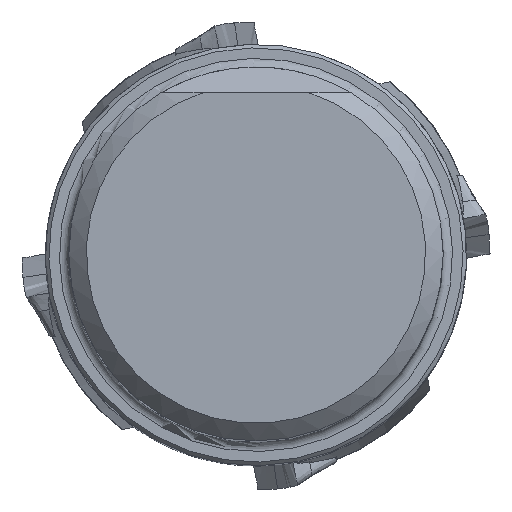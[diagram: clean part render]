
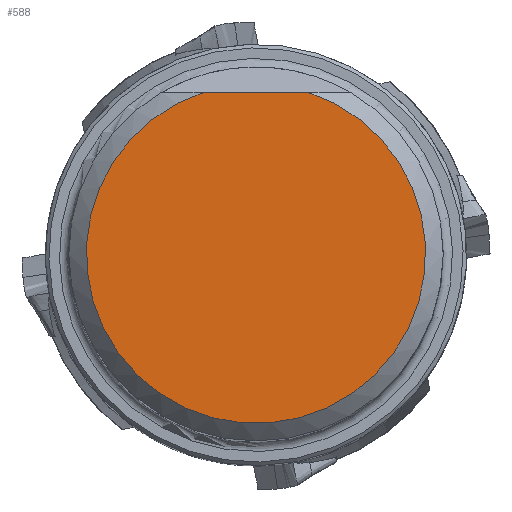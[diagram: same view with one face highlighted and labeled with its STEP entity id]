
A CAD part, top view. The second image highlights one B-rep face of the part: STEP entity #588.
In plain terms, the highlighted planar face has unit normal (0, 0, 1).
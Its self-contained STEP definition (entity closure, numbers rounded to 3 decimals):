
#277=FACE_OUTER_BOUND('',#1254,.T.);
#588=ADVANCED_FACE('',(#277),#847,.F.);
#847=PLANE('',#5228);
#1000=CIRCLE('',#5227,14.496);
#1254=EDGE_LOOP('',(#2407,#2408));
#1723=LINE('',#8572,#1907);
#1907=VECTOR('',#5923,1.);
#2407=ORIENTED_EDGE('',*,*,#4209,.F.);
#2408=ORIENTED_EDGE('',*,*,#4210,.T.);
#3695=VERTEX_POINT('',#8570);
#3696=VERTEX_POINT('',#8571);
#4209=EDGE_CURVE('',#3695,#3696,#1000,.T.);
#4210=EDGE_CURVE('',#3695,#3696,#1723,.T.);
#5227=AXIS2_PLACEMENT_3D('',#8569,#5921,#5922);
#5228=AXIS2_PLACEMENT_3D('',#8573,#5924,#5925);
#5921=DIRECTION('',(0.,0.,-1.));
#5922=DIRECTION('',(-1.,0.,0.));
#5923=DIRECTION('',(-1.,0.,0.));
#5924=DIRECTION('',(0.,0.,-1.));
#5925=DIRECTION('',(-1.,0.,0.));
#8569=CARTESIAN_POINT('',(0.,0.,
0.013));
#8570=CARTESIAN_POINT('',(4.425,13.804,0.013));
#8571=CARTESIAN_POINT('',(-4.425,13.804,0.013));
#8572=CARTESIAN_POINT('',(0.,13.804,0.013));
#8573=CARTESIAN_POINT('',(0.,0.,
0.013));
